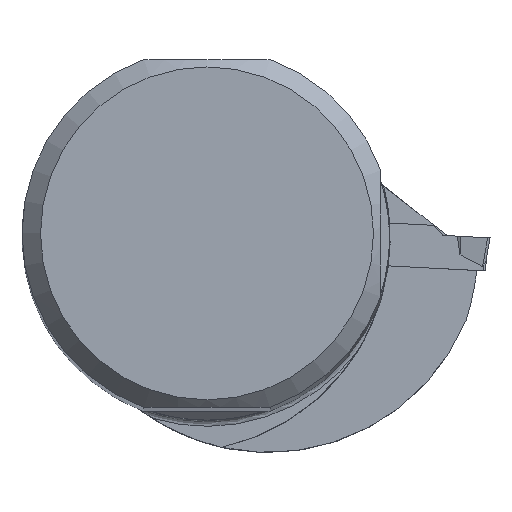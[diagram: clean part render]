
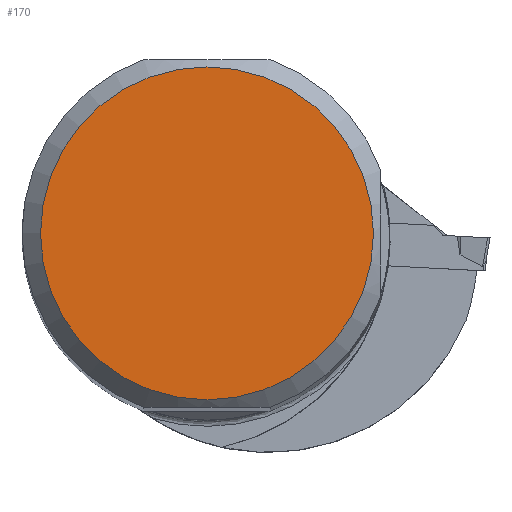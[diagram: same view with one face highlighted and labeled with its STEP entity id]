
A CAD part, top view. The second image highlights one B-rep face of the part: STEP entity #170.
In plain terms, the highlighted planar face has unit normal (0, 0, 1).
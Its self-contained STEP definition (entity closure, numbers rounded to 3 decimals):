
#170=ADVANCED_FACE('',(#279),#230,.F.);
#230=PLANE('',#1569);
#279=FACE_OUTER_BOUND('',#353,.T.);
#353=EDGE_LOOP('',(#781));
#422=CIRCLE('',#1559,22.5);
#781=ORIENTED_EDGE('',*,*,#1268,.T.);
#1115=VERTEX_POINT('',#2229);
#1268=EDGE_CURVE('',#1115,#1115,#422,.T.);
#1559=AXIS2_PLACEMENT_3D('',#2228,#1758,#1759);
#1569=AXIS2_PLACEMENT_3D('',#2249,#1779,#1780);
#1758=DIRECTION('',(0.,0.,1.));
#1759=DIRECTION('',(0.,1.,0.));
#1779=DIRECTION('',(0.,0.,-1.));
#1780=DIRECTION('',(0.,1.,0.));
#2228=CARTESIAN_POINT('',(0.,0.,0.));
#2229=CARTESIAN_POINT('',(0.,22.5,0.));
#2249=CARTESIAN_POINT('',(0.,0.,0.));
